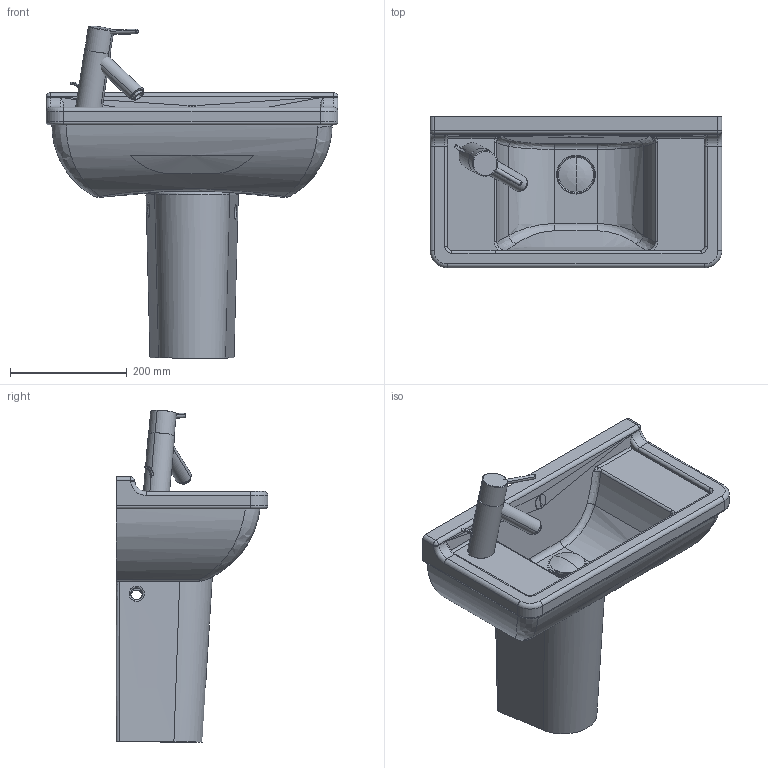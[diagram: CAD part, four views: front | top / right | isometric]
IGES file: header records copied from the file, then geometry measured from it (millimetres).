
Global section: file name: No Iges File Name specified; native system: AutoDesk Inventor R11.0; preprocessor: AutoDesk Inventor Iges Exporter R11.0; author: No Author specified; organization: No Organization specified; date: 20070712.063457; units: millimetre
Bounding box: 500 x 260 x 568.58 mm (x, y, z)
Volume: 12342714.3 mm3; surface area: 846225.6 mm2
Topology: 9 solids, 9 shells, 254 faces, 609 edges, 371 vertices
Faces by surface type: cylinder 63, plane 62, revolution 47, bspline 44, torus 30, sphere 6, cone 2
